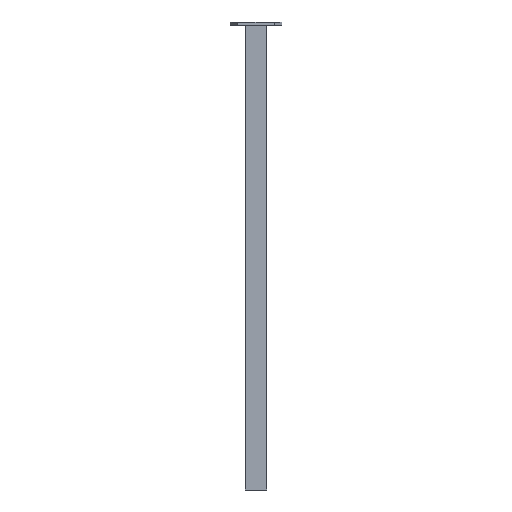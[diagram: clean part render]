
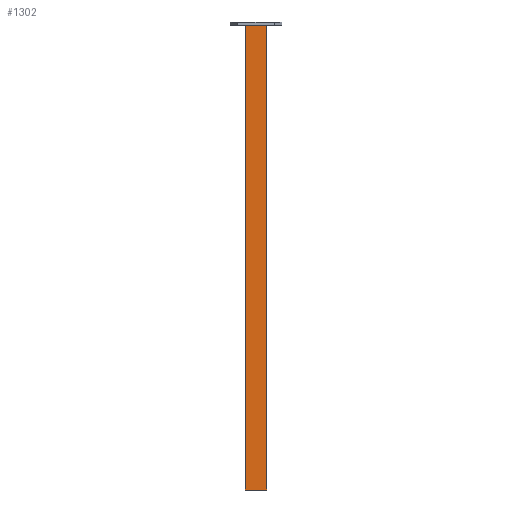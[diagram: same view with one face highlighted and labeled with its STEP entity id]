
A CAD part, front view. The second image highlights one B-rep face of the part: STEP entity #1302.
In plain terms, the highlighted planar face has unit normal (0, -1, 0).
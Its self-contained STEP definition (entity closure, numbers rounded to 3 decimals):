
#56 = ORIENTED_EDGE ( 'NONE', *, *, #2448, .T. ) ;
#96 = ORIENTED_EDGE ( 'NONE', *, *, #2446, .T. ) ;
#97 = ORIENTED_EDGE ( 'NONE', *, *, #579, .F. ) ;
#98 = ORIENTED_EDGE ( 'NONE', *, *, #2445, .F. ) ;
#124 = VERTEX_POINT ( 'NONE', #949 ) ;
#247 = EDGE_LOOP ( 'NONE', ( #96, #97, #98, #56 ) ) ;
#579 = EDGE_CURVE ( 'NONE', #1019, #1018, #3270, .T. ) ;
#949 = CARTESIAN_POINT ( 'NONE',  ( -21., -40., 896. ) ) ;
#1018 = VERTEX_POINT ( 'NONE', #1516 ) ;
#1019 = VERTEX_POINT ( 'NONE', #1511 ) ;
#1094 = VERTEX_POINT ( 'NONE', #1589 ) ;
#1302 = ADVANCED_FACE ( 'NONE', ( #3622 ), #1891, .F. ) ;
#1511 = CARTESIAN_POINT ( 'NONE',  ( 21., -40., 896. ) ) ;
#1516 = CARTESIAN_POINT ( 'NONE',  ( 21., -40., 0. ) ) ;
#1589 = CARTESIAN_POINT ( 'NONE',  ( -21., -40., 0. ) ) ;
#1884 = CARTESIAN_POINT ( 'NONE',  ( 21., -40., 896. ) ) ;
#1891 = PLANE ( 'NONE',  #2607 ) ;
#1893 = DIRECTION ( 'NONE',  ( 0., 1., 0. ) ) ;
#1894 = DIRECTION ( 'NONE',  ( -1., 0., 0. ) ) ;
#2214 = CARTESIAN_POINT ( 'NONE',  ( 21., -40., 896. ) ) ;
#2215 = DIRECTION ( 'NONE',  ( 1., 0., 0. ) ) ;
#2216 = CARTESIAN_POINT ( 'NONE',  ( 21., -40., 0. ) ) ;
#2218 = DIRECTION ( 'NONE',  ( 1., 0., 0. ) ) ;
#2220 = CARTESIAN_POINT ( 'NONE',  ( -21., -40., 896. ) ) ;
#2221 = DIRECTION ( 'NONE',  ( 0., 0., -1. ) ) ;
#2445 = EDGE_CURVE ( 'NONE', #124, #1019, #3796, .T. ) ;
#2446 = EDGE_CURVE ( 'NONE', #1094, #1018, #3798, .T. ) ;
#2448 = EDGE_CURVE ( 'NONE', #124, #1094, #3802, .T. ) ;
#2607 = AXIS2_PLACEMENT_3D ( 'NONE', #1884, #1893, #1894 ) ;
#3270 = LINE ( 'NONE', #4002, #3275 ) ;
#3275 = VECTOR ( 'NONE', #4008, 1000. ) ;
#3622 = FACE_OUTER_BOUND ( 'NONE', #247, .T. ) ;
#3796 = LINE ( 'NONE', #2214, #3799 ) ;
#3798 = LINE ( 'NONE', #2216, #3801 ) ;
#3799 = VECTOR ( 'NONE', #2215, 1000. ) ;
#3801 = VECTOR ( 'NONE', #2218, 1000. ) ;
#3802 = LINE ( 'NONE', #2220, #3805 ) ;
#3805 = VECTOR ( 'NONE', #2221, 1000. ) ;
#4002 = CARTESIAN_POINT ( 'NONE',  ( 21., -40., 896. ) ) ;
#4008 = DIRECTION ( 'NONE',  ( 0., 0., -1. ) ) ;
